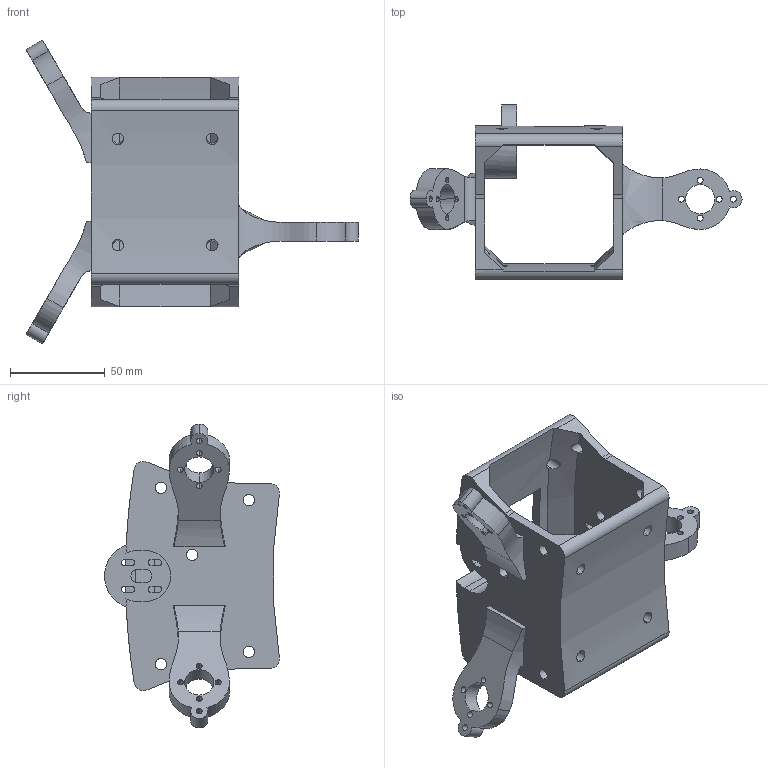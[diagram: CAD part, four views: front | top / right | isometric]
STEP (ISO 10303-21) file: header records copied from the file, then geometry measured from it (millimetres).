
FILE_DESCRIPTION (( 'STEP AP203' ), '1' );
FILE_NAME ('Guide_Default_sldprt.STEP', '2018-04-16T08:21:29', ( '' ), ( '' ), 'SwSTEP 2.0', 'SolidWorks 2016', '' );
FILE_SCHEMA (( 'CONFIG_CONTROL_DESIGN' ));
Length unit declared in the file: millimetre
Products named in the file (1): Guide_Default_sldprt
Bounding box: 175.67 x 92.55 x 160.84 mm (x, y, z)
Volume: 211293.1 mm3; surface area: 76874.9 mm2
Topology: 1 solids, 1 shells, 184 faces, 595 edges, 396 vertices
Faces by surface type: cylinder 116, plane 51, bspline 12, cone 5
Entity records: 8389 total; most frequent: CARTESIAN_POINT 2926, ORIENTED_EDGE 1190, DIRECTION 1070, EDGE_CURVE 595, AXIS2_PLACEMENT_3D 412, VERTEX_POINT 396, EDGE_LOOP 255, LINE 246
